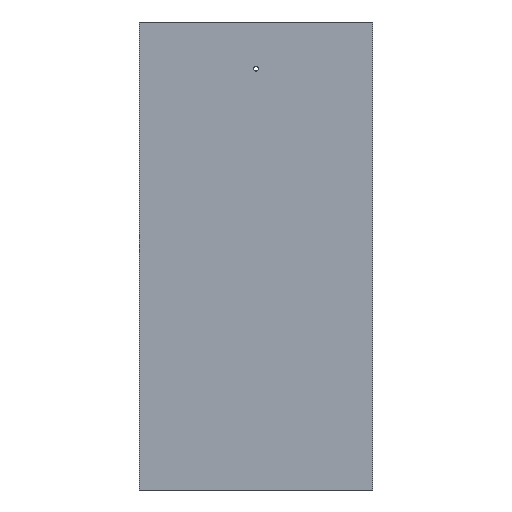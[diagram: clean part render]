
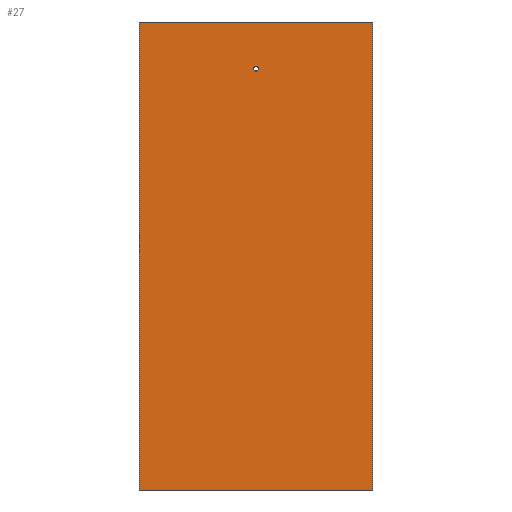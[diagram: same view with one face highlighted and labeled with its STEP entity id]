
A CAD part, front view. The second image highlights one B-rep face of the part: STEP entity #27.
In plain terms, the highlighted planar face has unit normal (0, -1, 0).
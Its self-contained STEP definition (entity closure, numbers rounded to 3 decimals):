
#1 = DIRECTION ( 'NONE',  ( 0., 1., 0. ) ) ;
#9 = DIRECTION ( 'NONE',  ( 0., 0., 1. ) ) ;
#10 = DIRECTION ( 'NONE',  ( 0., 0., -1. ) ) ;
#20 = VECTOR ( 'NONE', #108, 1000. ) ;
#22 = VERTEX_POINT ( 'NONE', #171 ) ;
#25 = CARTESIAN_POINT ( 'NONE',  ( 0., -25., 0. ) ) ;
#27 = ADVANCED_FACE ( 'NONE', ( #263, #147 ), #242, .F. ) ;
#52 = ORIENTED_EDGE ( 'NONE', *, *, #135, .F. ) ;
#57 = CARTESIAN_POINT ( 'NONE',  ( 250., -25., 500. ) ) ;
#72 = ORIENTED_EDGE ( 'NONE', *, *, #238, .F. ) ;
#85 = CARTESIAN_POINT ( 'NONE',  ( 0., -25., 0. ) ) ;
#95 = DIRECTION ( 'NONE',  ( 0., 0., 1. ) ) ;
#103 = VERTEX_POINT ( 'NONE', #129 ) ;
#104 = EDGE_CURVE ( 'NONE', #241, #103, #268, .T. ) ;
#108 = DIRECTION ( 'NONE',  ( 1., 0., 0. ) ) ;
#110 = CIRCLE ( 'NONE', #282, 2.5 ) ;
#112 = CARTESIAN_POINT ( 'NONE',  ( 250., -25., 0. ) ) ;
#114 = DIRECTION ( 'NONE',  ( 0., -1., 0. ) ) ;
#119 = AXIS2_PLACEMENT_3D ( 'NONE', #229, #114, #9 ) ;
#129 = CARTESIAN_POINT ( 'NONE',  ( 250., -25., 500. ) ) ;
#131 = DIRECTION ( 'NONE',  ( -1., 0., 0. ) ) ;
#135 = EDGE_CURVE ( 'NONE', #22, #218, #110, .T. ) ;
#140 = VECTOR ( 'NONE', #131, 1000. ) ;
#145 = EDGE_LOOP ( 'NONE', ( #240, #52 ) ) ;
#147 = FACE_BOUND ( 'NONE', #145, .T. ) ;
#155 = CARTESIAN_POINT ( 'NONE',  ( 250., -25., 0. ) ) ;
#158 = LINE ( 'NONE', #57, #236 ) ;
#171 = CARTESIAN_POINT ( 'NONE',  ( 125., -25., 452.5 ) ) ;
#175 = EDGE_CURVE ( 'NONE', #194, #266, #204, .T. ) ;
#180 = DIRECTION ( 'NONE',  ( 0., -1., 0. ) ) ;
#194 = VERTEX_POINT ( 'NONE', #155 ) ;
#196 = DIRECTION ( 'NONE',  ( 1., 0., 0. ) ) ;
#204 = LINE ( 'NONE', #112, #140 ) ;
#206 = CARTESIAN_POINT ( 'NONE',  ( 125., -25., 450. ) ) ;
#218 = VERTEX_POINT ( 'NONE', #231 ) ;
#219 = ORIENTED_EDGE ( 'NONE', *, *, #175, .F. ) ;
#221 = CIRCLE ( 'NONE', #119, 2.5 ) ;
#228 = CARTESIAN_POINT ( 'NONE',  ( 0., -25., 500. ) ) ;
#229 = CARTESIAN_POINT ( 'NONE',  ( 125., -25., 450. ) ) ;
#230 = AXIS2_PLACEMENT_3D ( 'NONE', #25, #1, #196 ) ;
#231 = CARTESIAN_POINT ( 'NONE',  ( 125., -25., 447.5 ) ) ;
#236 = VECTOR ( 'NONE', #10, 1000. ) ;
#238 = EDGE_CURVE ( 'NONE', #103, #194, #158, .T. ) ;
#240 = ORIENTED_EDGE ( 'NONE', *, *, #285, .F. ) ;
#241 = VERTEX_POINT ( 'NONE', #228 ) ;
#242 = PLANE ( 'NONE',  #230 ) ;
#248 = CARTESIAN_POINT ( 'NONE',  ( 0., -25., 500. ) ) ;
#256 = ORIENTED_EDGE ( 'NONE', *, *, #104, .F. ) ;
#263 = FACE_OUTER_BOUND ( 'NONE', #286, .T. ) ;
#266 = VERTEX_POINT ( 'NONE', #295 ) ;
#268 = LINE ( 'NONE', #248, #20 ) ;
#270 = LINE ( 'NONE', #85, #288 ) ;
#282 = AXIS2_PLACEMENT_3D ( 'NONE', #206, #180, #302 ) ;
#285 = EDGE_CURVE ( 'NONE', #218, #22, #221, .T. ) ;
#286 = EDGE_LOOP ( 'NONE', ( #72, #256, #287, #219 ) ) ;
#287 = ORIENTED_EDGE ( 'NONE', *, *, #299, .F. ) ;
#288 = VECTOR ( 'NONE', #95, 1000. ) ;
#295 = CARTESIAN_POINT ( 'NONE',  ( 0., -25., 0. ) ) ;
#299 = EDGE_CURVE ( 'NONE', #266, #241, #270, .T. ) ;
#302 = DIRECTION ( 'NONE',  ( 0., 0., 1. ) ) ;
